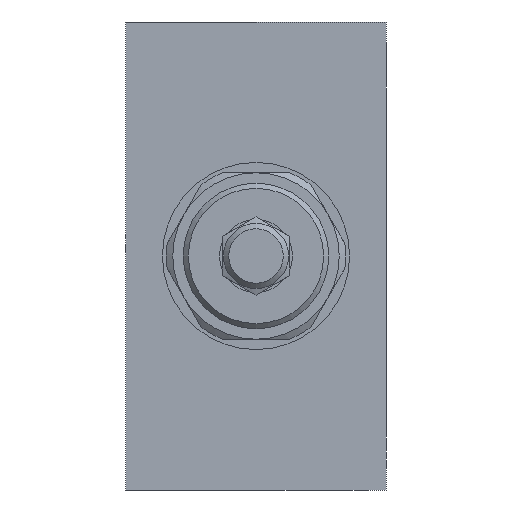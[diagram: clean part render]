
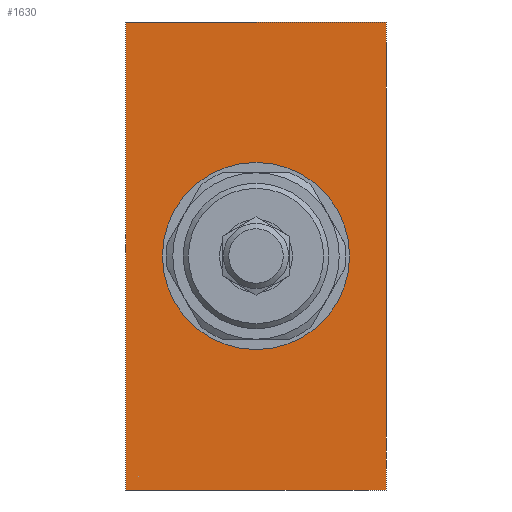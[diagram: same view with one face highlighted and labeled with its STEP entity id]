
A CAD part, left-side view. The second image highlights one B-rep face of the part: STEP entity #1630.
In plain terms, the highlighted planar face has unit normal (-1, 0, 0).
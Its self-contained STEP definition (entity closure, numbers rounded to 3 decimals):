
#103=CIRCLE('',#1766,18.);
#151=LINE('',#2492,#187);
#155=LINE('',#2501,#191);
#159=LINE('',#2510,#195);
#162=LINE('',#2515,#198);
#187=VECTOR('',#2062,1000.);
#191=VECTOR('',#2068,1000.);
#195=VECTOR('',#2074,1000.);
#198=VECTOR('',#2081,1000.);
#451=ORIENTED_EDGE('',*,*,#582,.T.);
#452=ORIENTED_EDGE('',*,*,#583,.T.);
#453=ORIENTED_EDGE('',*,*,#594,.F.);
#454=ORIENTED_EDGE('',*,*,#587,.F.);
#455=ORIENTED_EDGE('',*,*,#591,.T.);
#582=EDGE_CURVE('',#684,#684,#103,.T.);
#583=EDGE_CURVE('',#685,#686,#151,.T.);
#587=EDGE_CURVE('',#689,#690,#155,.T.);
#591=EDGE_CURVE('',#689,#685,#159,.T.);
#594=EDGE_CURVE('',#690,#686,#162,.T.);
#684=VERTEX_POINT('',#2489);
#685=VERTEX_POINT('',#2493);
#686=VERTEX_POINT('',#2494);
#689=VERTEX_POINT('',#2502);
#690=VERTEX_POINT('',#2503);
#844=EDGE_LOOP('',(#451));
#845=EDGE_LOOP('',(#452,#453,#454,#455));
#968=FACE_BOUND('',#844,.T.);
#969=FACE_BOUND('',#845,.T.);
#1006=PLANE('',#1773);
#1630=ADVANCED_FACE('',(#968,#969),#1006,.F.);
#1766=AXIS2_PLACEMENT_3D('',#2488,#2056,#2057);
#1773=AXIS2_PLACEMENT_3D('',#2516,#2082,#2083);
#2056=DIRECTION('',(1.,0.,0.));
#2057=DIRECTION('',(0.,0.,1.));
#2062=DIRECTION('',(0.,-1.,0.));
#2068=DIRECTION('',(0.,-1.,0.));
#2074=DIRECTION('',(0.,0.,-1.));
#2081=DIRECTION('',(0.,0.,-1.));
#2082=DIRECTION('',(1.,0.,0.));
#2083=DIRECTION('',(0.,0.,-1.));
#2488=CARTESIAN_POINT('',(-78.,0.,45.));
#2489=CARTESIAN_POINT('',(-78.,0.,63.));
#2492=CARTESIAN_POINT('',(-78.,25.,0.));
#2493=CARTESIAN_POINT('',(-78.,25.,0.));
#2494=CARTESIAN_POINT('',(-78.,-25.,0.));
#2501=CARTESIAN_POINT('',(-78.,25.,90.));
#2502=CARTESIAN_POINT('',(-78.,25.,90.));
#2503=CARTESIAN_POINT('',(-78.,-25.,90.));
#2510=CARTESIAN_POINT('',(-78.,25.,90.));
#2515=CARTESIAN_POINT('',(-78.,-25.,90.));
#2516=CARTESIAN_POINT('',(-78.,25.,90.));
